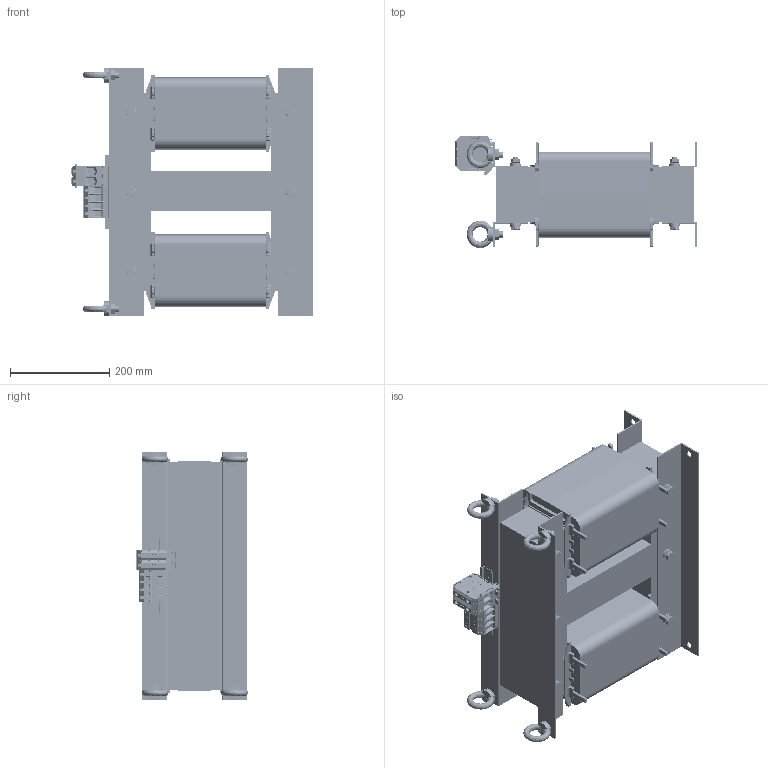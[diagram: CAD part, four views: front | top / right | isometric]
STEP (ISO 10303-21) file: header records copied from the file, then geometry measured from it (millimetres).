
FILE_DESCRIPTION(/* description */ (''),/* implementation_level */ '2;1');
FILE_NAME(/* name */ 'YZV03305400.stp',/* time_stamp */ '2023-03-31T11:55:36+02:00',/* author */ ('velazquez'),/* organization */ ('MANUMAG'),/* preprocessor_version */ 'ST-DEVELOPER v19.2',/* originating_system */ 'Autodesk Inventor 2023',/* authorisation */ '');
FILE_SCHEMA (('AUTOMOTIVE_DESIGN { 1 0 10303 214 3 1 1 }'));
Products named in the file (14): YZV03305400; 3UI240 400 x 400 - 110; UI 240_110_BOBINADO; RC80 NT080; centrador M10 aleman; DIN 125 - A 10,5; DIN 934 - M10; DIN 933 - M10  x 140; carril 6 agujeros; FICHA 50; FICHA 35; FICHA 35 AM_VE; DIN 580 - M12; DIN 934 - M12
Assembly tree (58 placements, depth 2):
  YZV03305400
    3UI240 400 x 400 - 110
    UI 240_110_BOBINADO  x2
    RC80 NT080  x4
    centrador M10 aleman  x12
    DIN 125 - A 10,5  x12
    DIN 934 - M10  x6
    DIN 933 - M10  x 140  x6
    DIN 580 - M12  x4
    DIN 934 - M12  x4
    carril 6 agujeros
    FICHA 50  x2
    FICHA 35  x3
    FICHA 35 AM_VE
Bounding box: 486.23 x 224.75 x 500 mm (x, y, z)
Volume: 21150060.3 mm3; surface area: 2257393.3 mm2
Topology: 64 solids, 120 shells, 7854 faces, 20620 edges, 12774 vertices
Faces by surface type: plane 4354, cylinder 2464, bspline 320, sphere 288, torus 288, cone 140
Full cylindrical faces by diameter (mm): 0.6 x8, 2 x16, 2.5 x32, 2.75 x4, 2.95 x4, 3.4 x8, 3.448 x2, 4.6 x4, 6.5 x16, 8.376 x6, 8.5 x4, 9.188 x6, 10 x6, 10.106 x4, 10.5 x24, 10.8 x4, 12 x4, 13 x20, 14.7 x12, 15 x6, 15.4 x6, 20 x12, 23 x12
Entity records: 132594 total; most frequent: CARTESIAN_POINT 36589, ORIENTED_EDGE 19706, DIRECTION 19670, EDGE_CURVE 9853, LINE 6622, VECTOR 6622, AXIS2_PLACEMENT_3D 6524, VERTEX_POINT 6221
